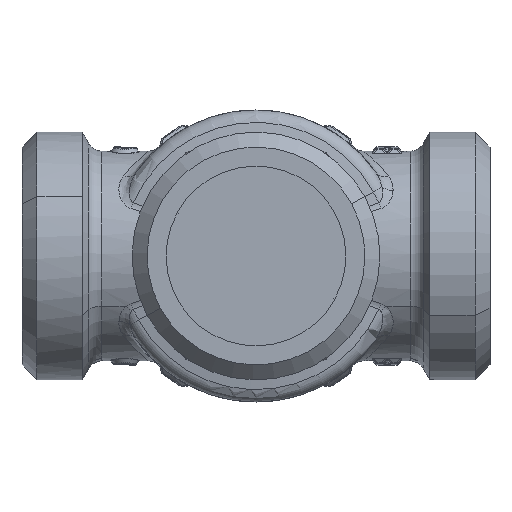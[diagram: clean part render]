
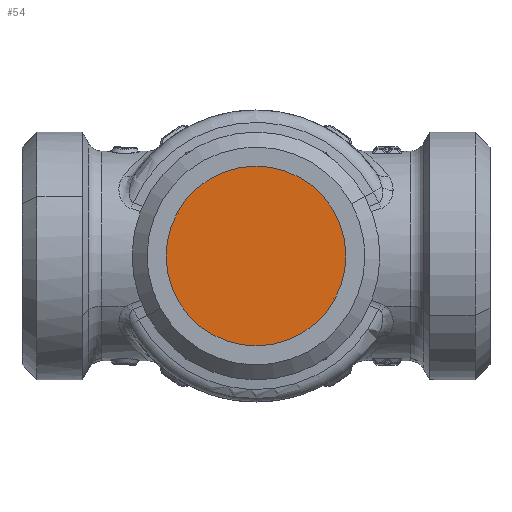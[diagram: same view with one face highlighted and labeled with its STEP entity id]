
A CAD part, front view. The second image highlights one B-rep face of the part: STEP entity #54.
In plain terms, the highlighted planar face has unit normal (0, -1, 0).
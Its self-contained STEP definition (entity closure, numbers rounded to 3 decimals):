
#31=CARTESIAN_POINT('Axis2P3D Location',(0.,-46.5,0.)) ;
#36=CARTESIAN_POINT('Axis2P3D Location',(0.,-46.5,-33.709)) ;
#40=CARTESIAN_POINT('Vertex',(10.531,-46.5,-39.463)) ;
#42=CARTESIAN_POINT('Vertex',(-10.531,-46.5,-27.956)) ;
#45=CARTESIAN_POINT('Axis2P3D Location',(0.,-46.5,-33.709)) ;
#32=DIRECTION('Axis2P3D Direction',(0.,-1.,0.)) ;
#33=DIRECTION('Axis2P3D XDirection',(1.,0.,0.)) ;
#37=DIRECTION('Axis2P3D Direction',(0.,-1.,0.)) ;
#46=DIRECTION('Axis2P3D Direction',(0.,-1.,0.)) ;
#34=AXIS2_PLACEMENT_3D('Plane Axis2P3D',#31,#32,#33) ;
#38=AXIS2_PLACEMENT_3D('Circle Axis2P3D',#36,#37,$) ;
#47=AXIS2_PLACEMENT_3D('Circle Axis2P3D',#45,#46,$) ;
#39=CIRCLE('generated circle',#38,12.) ;
#48=CIRCLE('generated circle',#47,12.) ;
#35=PLANE('',#34) ;
#44=EDGE_CURVE('',#41,#43,#39,.T.) ;
#49=EDGE_CURVE('',#43,#41,#48,.T.) ;
#51=ORIENTED_EDGE('',*,*,#44,.T.) ;
#52=ORIENTED_EDGE('',*,*,#49,.T.) ;
#50=EDGE_LOOP('',(#51,#52)) ;
#41=VERTEX_POINT('',#40) ;
#43=VERTEX_POINT('',#42) ;
#54=ADVANCED_FACE('Body.18',(#53),#35,.T.) ;
#53=FACE_OUTER_BOUND('',#50,.T.) ;
